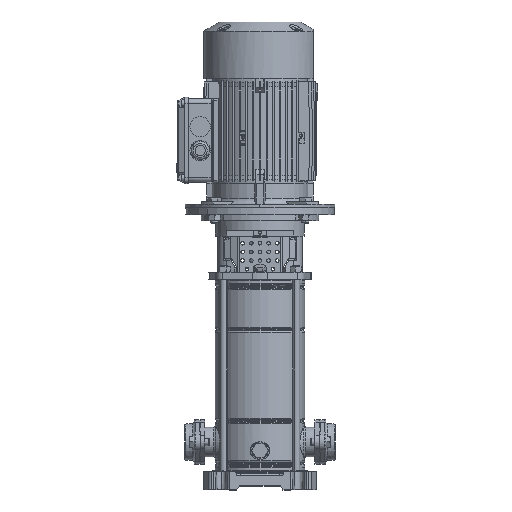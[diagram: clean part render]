
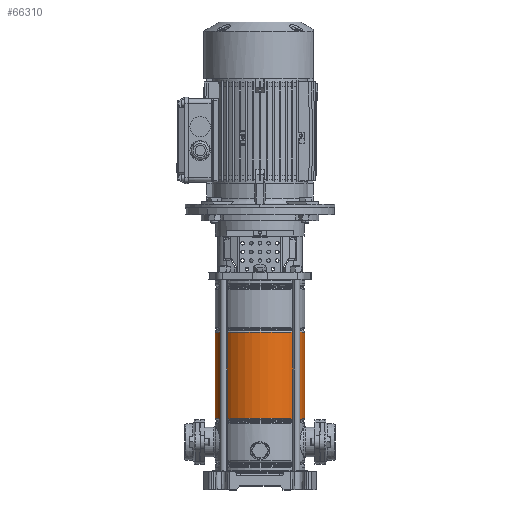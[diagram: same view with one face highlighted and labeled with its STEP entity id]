
A CAD part, top view. The second image highlights one B-rep face of the part: STEP entity #66310.
In plain terms, the highlighted cylindrical face has radius 74.9 mm (diameter 149.8 mm), a partial arc.
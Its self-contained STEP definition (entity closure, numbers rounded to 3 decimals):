
#4277 = FACE_OUTER_BOUND ( 'NONE', #12921, .T. ) ;
#4452 = DIRECTION ( 'NONE',  ( 0., 0., -1. ) ) ;
#5078 = DIRECTION ( 'NONE',  ( 1., 0., 0. ) ) ;
#5288 = DIRECTION ( 'NONE',  ( 0., 0., -1. ) ) ;
#5319 = VECTOR ( 'NONE', #5288, 1000. ) ;
#8167 = AXIS2_PLACEMENT_3D ( 'NONE', #47665, #72440, #48083 ) ;
#9259 = DIRECTION ( 'NONE',  ( 0., 0., -1. ) ) ;
#10784 = DIRECTION ( 'NONE',  ( 0., 0., 1. ) ) ;
#11375 = CARTESIAN_POINT ( 'NONE',  ( 74.9, 0., 0. ) ) ;
#12921 = EDGE_LOOP ( 'NONE', ( #49475, #52303, #38829, #63770 ) ) ;
#17428 = LINE ( 'NONE', #11375, #5319 ) ;
#20429 = CARTESIAN_POINT ( 'NONE',  ( -74.9, 0., 86.779 ) ) ;
#20677 = CIRCLE ( 'NONE', #55687, 74.9 ) ;
#21368 = CARTESIAN_POINT ( 'NONE',  ( 0., 0., 231.221 ) ) ;
#21866 = CARTESIAN_POINT ( 'NONE',  ( -74.9, 0., 0. ) ) ;
#24225 = CARTESIAN_POINT ( 'NONE',  ( 74.9, 0., 86.779 ) ) ;
#25035 = VERTEX_POINT ( 'NONE', #24225 ) ;
#31167 = EDGE_CURVE ( 'NONE', #48093, #25035, #20677, .T. ) ;
#34373 = EDGE_CURVE ( 'NONE', #41533, #48093, #78297, .T. ) ;
#34478 = VERTEX_POINT ( 'NONE', #75786 ) ;
#38558 = EDGE_CURVE ( 'NONE', #34478, #41533, #66705, .T. ) ;
#38829 = ORIENTED_EDGE ( 'NONE', *, *, #34373, .T. ) ;
#41533 = VERTEX_POINT ( 'NONE', #66803 ) ;
#47665 = CARTESIAN_POINT ( 'NONE',  ( 0., 0., 0. ) ) ;
#48083 = DIRECTION ( 'NONE',  ( -1., 0., 0. ) ) ;
#48093 = VERTEX_POINT ( 'NONE', #20429 ) ;
#49475 = ORIENTED_EDGE ( 'NONE', *, *, #73440, .F. ) ;
#52303 = ORIENTED_EDGE ( 'NONE', *, *, #38558, .T. ) ;
#55687 = AXIS2_PLACEMENT_3D ( 'NONE', #73644, #10784, #5078 ) ;
#58718 = DIRECTION ( 'NONE',  ( 1., 0., 0. ) ) ;
#63770 = ORIENTED_EDGE ( 'NONE', *, *, #31167, .T. ) ;
#66278 = VECTOR ( 'NONE', #4452, 1000. ) ;
#66310 = ADVANCED_FACE ( 'NONE', ( #4277 ), #78520, .T. ) ;
#66705 = CIRCLE ( 'NONE', #75687, 74.9 ) ;
#66803 = CARTESIAN_POINT ( 'NONE',  ( -74.9, 0., 231.221 ) ) ;
#72440 = DIRECTION ( 'NONE',  ( 0., 0., -1. ) ) ;
#73440 = EDGE_CURVE ( 'NONE', #34478, #25035, #17428, .T. ) ;
#73644 = CARTESIAN_POINT ( 'NONE',  ( 0., 0., 86.779 ) ) ;
#75687 = AXIS2_PLACEMENT_3D ( 'NONE', #21368, #9259, #58718 ) ;
#75786 = CARTESIAN_POINT ( 'NONE',  ( 74.9, 0., 231.221 ) ) ;
#78297 = LINE ( 'NONE', #21866, #66278 ) ;
#78520 = CYLINDRICAL_SURFACE ( 'NONE', #8167, 74.9 ) ;
